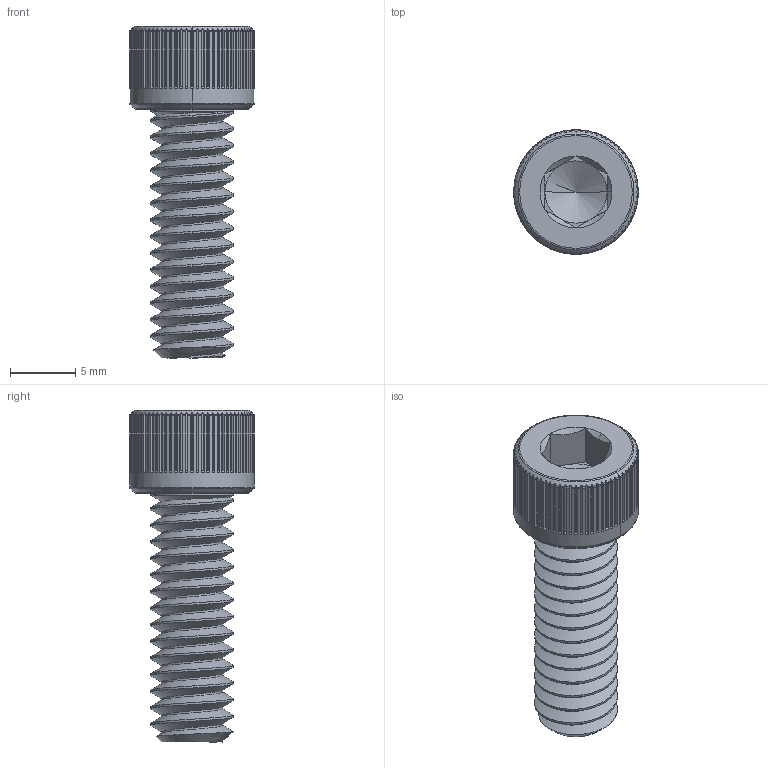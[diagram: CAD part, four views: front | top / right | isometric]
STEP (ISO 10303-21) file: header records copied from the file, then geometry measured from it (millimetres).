
FILE_DESCRIPTION (( 'STEP AP203' ), '1' );
FILE_NAME ('90128A245_Zinc-Plated Alloy Steel Socket Head Screw.STEP', '2024-01-17T20:53:46', ( 'Administrator' ), ( 'Managed by Terraform' ), 'SwSTEP 2.0', 'SolidWorks 2017', '' );
FILE_SCHEMA (( 'CONFIG_CONTROL_DESIGN' ));
Length unit declared in the file: inch
Products named in the file (1): 90128A245_Zinc-Plated Alloy Steel Socket Head Screw
Bounding box: 9.53 x 9.53 x 25.4 mm (x, y, z)
Volume: 830.8 mm3; surface area: 990.3 mm2
Topology: 1 solids, 1 shells, 435 faces, 1264 edges, 831 vertices
Faces by surface type: plane 159, cylinder 104, cone 91, torus 78, bspline 3
Entity records: 21245 total; most frequent: CARTESIAN_POINT 10831, ORIENTED_EDGE 2524, DIRECTION 1731, EDGE_CURVE 1262, VERTEX_POINT 831, AXIS2_PLACEMENT_3D 691, B_SPLINE_CURVE_WITH_KNOTS 595, EDGE_LOOP 437
